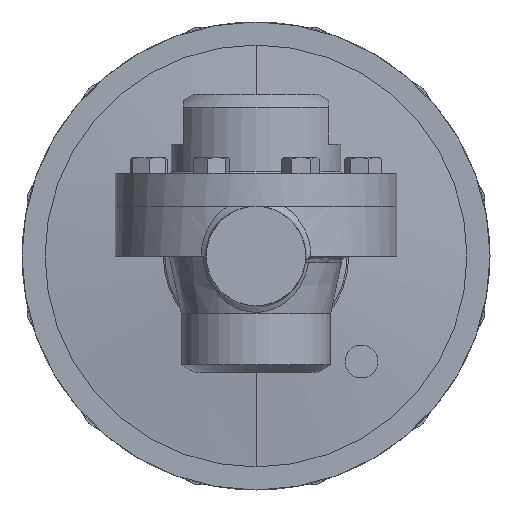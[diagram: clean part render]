
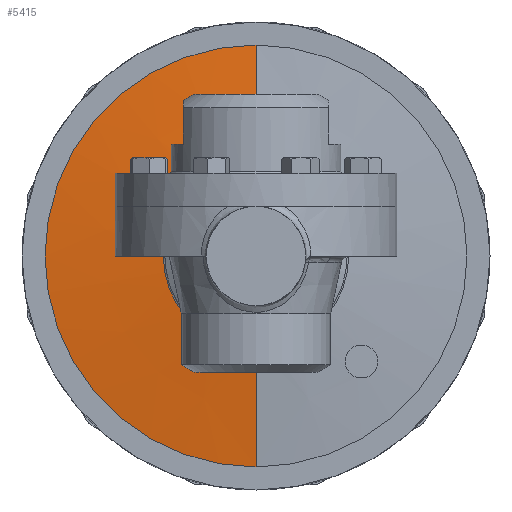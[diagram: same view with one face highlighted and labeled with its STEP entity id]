
A CAD part, front view. The second image highlights one B-rep face of the part: STEP entity #5415.
In plain terms, the highlighted conical face has half-angle 84 degrees and reference radius 34.925 mm.
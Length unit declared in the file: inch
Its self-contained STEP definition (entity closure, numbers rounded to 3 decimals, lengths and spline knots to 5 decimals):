
#798 = ORIENTED_EDGE ( 'NONE', *, *, #8912, .T. ) ;
#947 = AXIS2_PLACEMENT_3D ( 'NONE', #3889, #10551, #4856 ) ;
#1006 = CARTESIAN_POINT ( 'NONE',  ( 0., 2.56, 0. ) ) ;
#1105 = CARTESIAN_POINT ( 'NONE',  ( 0., 2.56, -1.375 ) ) ;
#1115 = LINE ( 'NONE', #1105, #8389 ) ;
#1135 = CIRCLE ( 'NONE', #947, 1.39739 ) ;
#1194 = CARTESIAN_POINT ( 'NONE',  ( 0., 2.75, 3.18273 ) ) ;
#1293 = DIRECTION ( 'NONE',  ( 0., 0.105, 0.995 ) ) ;
#1321 = EDGE_LOOP ( 'NONE', ( #6141, #6371, #7351, #798 ) ) ;
#1345 = CARTESIAN_POINT ( 'NONE',  ( 0., 2.75, -3.18273 ) ) ;
#2052 = DIRECTION ( 'NONE',  ( 0., 0.105, -0.995 ) ) ;
#2338 = CIRCLE ( 'NONE', #9589, 3.18273 ) ;
#2540 = EDGE_CURVE ( 'NONE', #6734, #10322, #1135, .T. ) ;
#3679 = VERTEX_POINT ( 'NONE', #1345 ) ;
#3889 = CARTESIAN_POINT ( 'NONE',  ( 0., 2.56235, 0. ) ) ;
#3925 = DIRECTION ( 'NONE',  ( 0., 1., 0. ) ) ;
#4022 = EDGE_CURVE ( 'NONE', #10322, #7533, #5878, .T. ) ;
#4361 = FACE_OUTER_BOUND ( 'NONE', #1321, .T. ) ;
#4856 = DIRECTION ( 'NONE',  ( 0., 0., 1. ) ) ;
#5353 = AXIS2_PLACEMENT_3D ( 'NONE', #1006, #3925, #10577 ) ;
#5415 = ADVANCED_FACE ( 'NONE', ( #4361 ), #6297, .T. ) ;
#5630 = CARTESIAN_POINT ( 'NONE',  ( 0., 2.75, 0. ) ) ;
#5878 = LINE ( 'NONE', #6981, #7461 ) ;
#6034 = CARTESIAN_POINT ( 'NONE',  ( 0., 2.56235, 1.39739 ) ) ;
#6141 = ORIENTED_EDGE ( 'NONE', *, *, #11021, .F. ) ;
#6297 = CONICAL_SURFACE ( 'NONE', #5353, 1.375, 1.466 ) ;
#6371 = ORIENTED_EDGE ( 'NONE', *, *, #2540, .T. ) ;
#6582 = DIRECTION ( 'NONE',  ( 0., 0., -1. ) ) ;
#6734 = VERTEX_POINT ( 'NONE', #8408 ) ;
#6981 = CARTESIAN_POINT ( 'NONE',  ( 0., 2.56, 1.375 ) ) ;
#7351 = ORIENTED_EDGE ( 'NONE', *, *, #4022, .T. ) ;
#7461 = VECTOR ( 'NONE', #1293, 39.37008 ) ;
#7533 = VERTEX_POINT ( 'NONE', #1194 ) ;
#8389 = VECTOR ( 'NONE', #2052, 39.37008 ) ;
#8408 = CARTESIAN_POINT ( 'NONE',  ( 0., 2.56235, -1.39739 ) ) ;
#8912 = EDGE_CURVE ( 'NONE', #7533, #3679, #2338, .T. ) ;
#9589 = AXIS2_PLACEMENT_3D ( 'NONE', #5630, #12277, #6582 ) ;
#10322 = VERTEX_POINT ( 'NONE', #6034 ) ;
#10551 = DIRECTION ( 'NONE',  ( 0., 1., 0. ) ) ;
#10577 = DIRECTION ( 'NONE',  ( 0., 0., 1. ) ) ;
#11021 = EDGE_CURVE ( 'NONE', #6734, #3679, #1115, .T. ) ;
#12277 = DIRECTION ( 'NONE',  ( 0., -1., 0. ) ) ;
